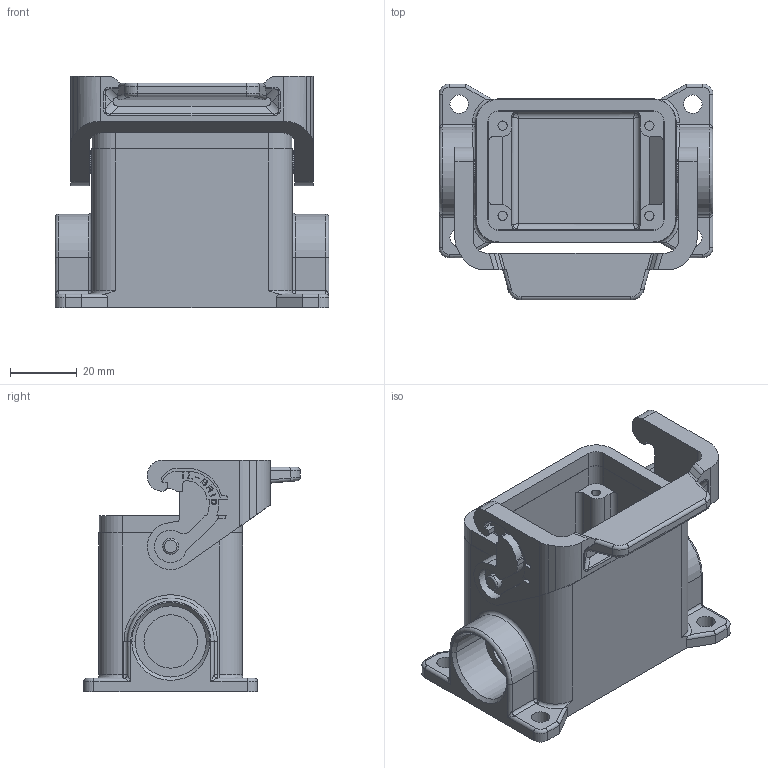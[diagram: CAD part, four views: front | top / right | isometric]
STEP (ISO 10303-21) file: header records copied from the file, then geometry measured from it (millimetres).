
FILE_DESCRIPTION(('Creo Elements/Direct Modeling STEP Export'),'2;1');
FILE_NAME('0ln7uvk5h780n1g5420','2022-02-14T16:02:56',(''),(''),'Creo Elements/Direct Modeling STEP processor for AP214 (Solid Model)','Creo Elements/Direct Modeling 20.1B 02-Apr-2019 (C) Parametric Technology GmbH','');
FILE_SCHEMA(('AUTOMOTIVE_DESIGN { 1 0 10303 214 1 1 1 1 }'));
Length unit declared in the file: millimetre
Products named in the file (2): MLP_06_L20
Assembly tree (1 placements, depth 2):
  MLP_06_L20
    MLP_06_L20
Bounding box: 82 x 64.75 x 69.2 mm (x, y, z)
Volume: 74923 mm3; surface area: 36742.6 mm2
Topology: 1 solids, 1 shells, 695 faces, 1895 edges, 1230 vertices
Faces by surface type: plane 452, cylinder 187, torus 22, bspline 22, cone 8, sphere 4
Entity records: 30739 total; most frequent: CARTESIAN_POINT 7809, ORIENTED_EDGE 3774, DIRECTION 3393, EDGE_CURVE 1887, VECTOR 1417, LINE 1417, VERTEX_POINT 1230, AXIS2_PLACEMENT_3D 988
